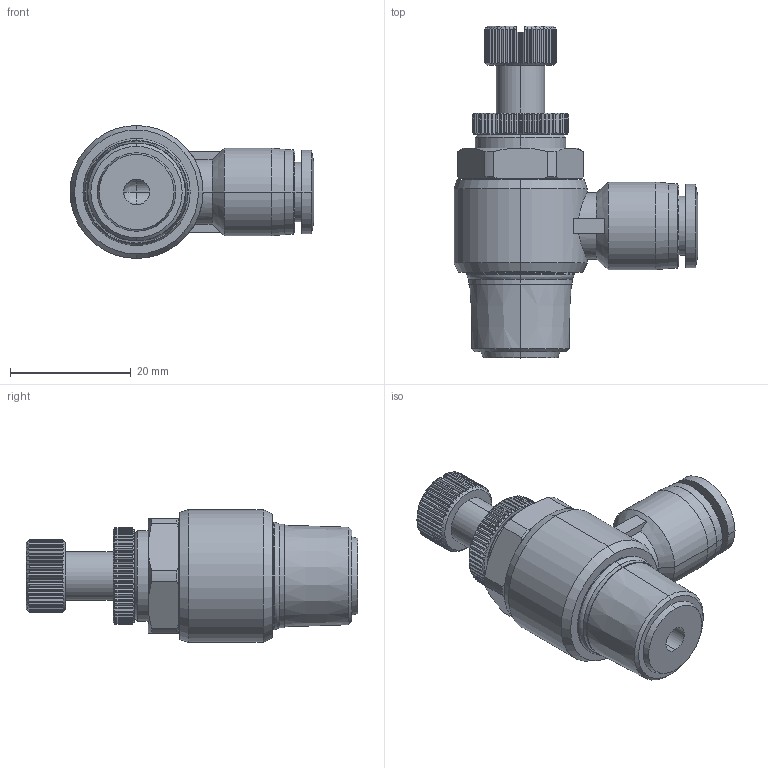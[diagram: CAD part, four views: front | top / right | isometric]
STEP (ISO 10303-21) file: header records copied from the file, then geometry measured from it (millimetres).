
FILE_DESCRIPTION (( 'STEP AP214' ), '1' );
FILE_NAME ('FVS8M-38R.step', '2016-02-24T20:36:56', ( '' ), ( '' ), 'SwSTEP 2.0', 'SolidWorks 2015', '' );
FILE_SCHEMA (( 'AUTOMOTIVE_DESIGN' ));
Length unit declared in the file: inch
Products named in the file (1): FVS8M-38R
Bounding box: 40.35 x 54.9 x 22 mm (x, y, z)
Volume: 13748.9 mm3; surface area: 5752.5 mm2
Topology: 1 solids, 1 shells, 565 faces, 1369 edges, 818 vertices
Faces by surface type: plane 254, cone 158, cylinder 145, bspline 6, torus 2
Entity records: 24228 total; most frequent: CARTESIAN_POINT 4316, ORIENTED_EDGE 2734, DIRECTION 2493, EDGE_CURVE 1367, AXIS2_PLACEMENT_3D 1033, VERTEX_POINT 818, EDGE_LOOP 581, UNCERTAINTY_MEASURE_WITH_UNIT 568
